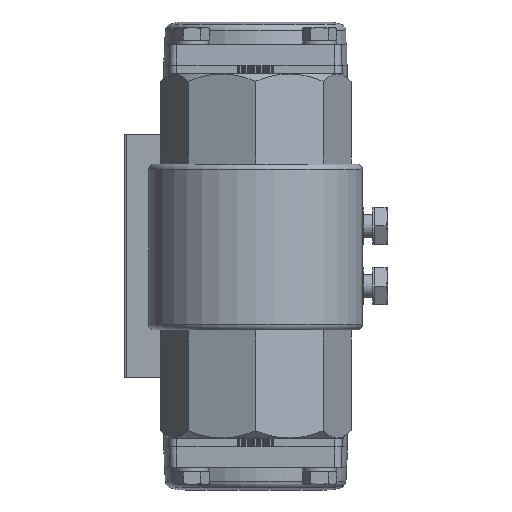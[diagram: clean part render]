
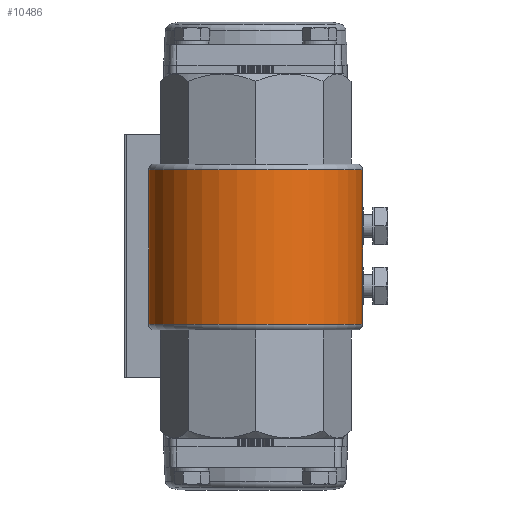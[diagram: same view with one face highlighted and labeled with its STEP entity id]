
A CAD part, front view. The second image highlights one B-rep face of the part: STEP entity #10486.
In plain terms, the highlighted cylindrical face has radius 28.5 mm (diameter 57 mm), a full revolution.
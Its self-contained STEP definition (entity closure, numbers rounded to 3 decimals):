
#384=CIRCLE('',#11342,28.5);
#385=CIRCLE('',#11343,28.5);
#926=CYLINDRICAL_SURFACE('',#11341,28.5);
#2378=ORIENTED_EDGE('',*,*,#5352,.F.);
#2379=ORIENTED_EDGE('',*,*,#5353,.F.);
#2380=ORIENTED_EDGE('',*,*,#5354,.T.);
#5352=EDGE_CURVE('',#6833,#6833,#384,.T.);
#5353=EDGE_CURVE('',#6834,#6834,#7830,.T.);
#5354=EDGE_CURVE('',#6835,#6835,#385,.T.);
#6833=VERTEX_POINT('',#16056);
#6834=VERTEX_POINT('',#16076);
#6835=VERTEX_POINT('',#16078);
#7830=B_SPLINE_CURVE_WITH_KNOTS('',3,(#16057,#16058,#16059,#16060,#16061,
#16062,#16063,#16064,#16065,#16066,#16067,#16068,#16069,#16070,#16071,#16072,
#16073,#16074,#16075),.UNSPECIFIED.,.T.,.F.,(1,1,1,1,1,1,1,1,1,1,1,1,1,
1,1,1,1,1,1,1,1,1,1),(-0.013,-0.009,-0.004,
0.,0.004,0.009,0.013,0.017,
0.022,0.026,0.03,0.035,
0.039,0.043,0.048,0.052,
0.056,0.061,0.065,0.069,
0.074,0.078,0.082),.UNSPECIFIED.);
#8123=EDGE_LOOP('',(#2378));
#8124=EDGE_LOOP('',(#2379));
#8125=EDGE_LOOP('',(#2380));
#9114=FACE_BOUND('',#8123,.T.);
#9115=FACE_BOUND('',#8124,.T.);
#9116=FACE_BOUND('',#8125,.T.);
#10486=ADVANCED_FACE('',(#9114,#9115,#9116),#926,.T.);
#11341=AXIS2_PLACEMENT_3D('',#16054,#12715,#12716);
#11342=AXIS2_PLACEMENT_3D('',#16055,#12717,#12718);
#11343=AXIS2_PLACEMENT_3D('',#16077,#12719,#12720);
#12715=DIRECTION('',(0.,0.,-1.));
#12716=DIRECTION('',(-1.,0.,0.));
#12717=DIRECTION('',(0.,0.,-1.));
#12718=DIRECTION('',(-1.,0.,0.));
#12719=DIRECTION('',(0.,0.,-1.));
#12720=DIRECTION('',(-1.,0.,0.));
#16054=CARTESIAN_POINT('',(0.,0.,-19.7));
#16055=CARTESIAN_POINT('',(0.,0.,-18.2));
#16056=CARTESIAN_POINT('',(-28.5,0.,-18.2));
#16057=CARTESIAN_POINT('',(4.347,28.267,-10.415));
#16058=CARTESIAN_POINT('',(0.004,28.617,-11.294));
#16059=CARTESIAN_POINT('',(-4.364,28.265,-10.41));
#16060=CARTESIAN_POINT('',(-7.98,27.422,-7.969));
#16061=CARTESIAN_POINT('',(-10.409,26.55,-4.358));
#16062=CARTESIAN_POINT('',(-11.294,26.163,-0.011));
#16063=CARTESIAN_POINT('',(-10.414,26.548,4.356));
#16064=CARTESIAN_POINT('',(-7.973,27.424,7.977));
#16065=CARTESIAN_POINT('',(-4.355,28.265,10.411));
#16066=CARTESIAN_POINT('',(-0.005,28.617,11.294));
#16067=CARTESIAN_POINT('',(4.355,28.266,10.414));
#16068=CARTESIAN_POINT('',(7.983,27.421,7.969));
#16069=CARTESIAN_POINT('',(10.414,26.548,4.349));
#16070=CARTESIAN_POINT('',(11.294,26.163,-0.003));
#16071=CARTESIAN_POINT('',(10.41,26.549,-4.361));
#16072=CARTESIAN_POINT('',(7.973,27.424,-7.978));
#16073=CARTESIAN_POINT('',(4.347,28.267,-10.415));
#16074=CARTESIAN_POINT('',(0.004,28.617,-11.294));
#16075=CARTESIAN_POINT('',(-4.364,28.265,-10.41));
#16076=CARTESIAN_POINT('',(0.,28.5,-11.));
#16077=CARTESIAN_POINT('',(0.,0.,23.));
#16078=CARTESIAN_POINT('',(-28.5,0.,23.));
